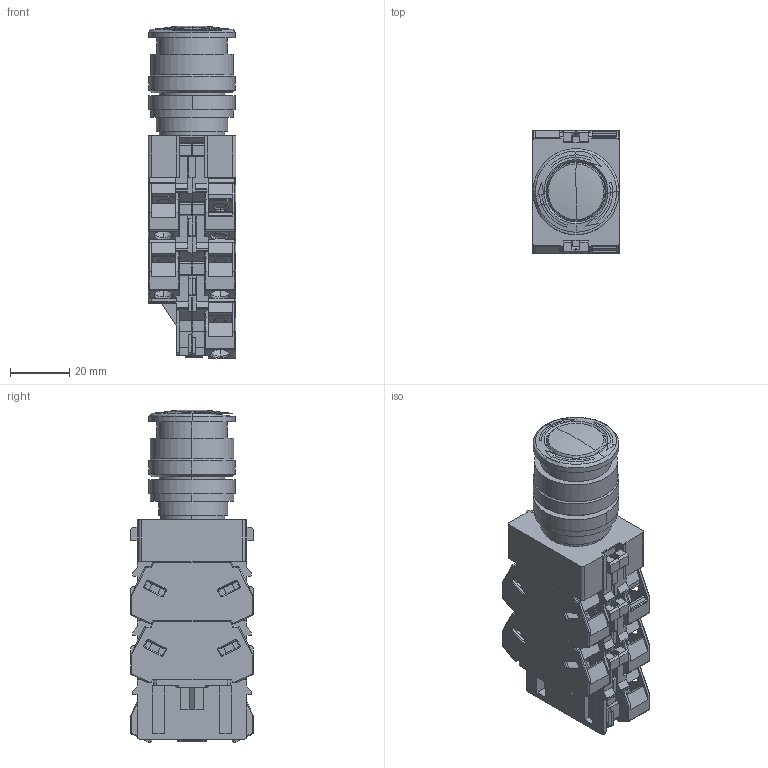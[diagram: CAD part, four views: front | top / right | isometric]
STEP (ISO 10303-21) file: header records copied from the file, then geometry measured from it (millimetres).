
FILE_DESCRIPTION (( 'STEP AP214' ), '1' );
FILE_NAME ('33_AVLW3(B)##xxDR.STEP', '2021-01-15T08:04:11', ( 'IDEC' ), ( 'IDEC' ), 'SwSTEP 2.0', 'SolidWorks 2019', '' );
FILE_SCHEMA (( 'AUTOMOTIVE_DESIGN' ));
Length unit declared in the file: millimetre
Products named in the file (8): TW-ADJUSTMENT-RING; HW-GA1N; TW-MIDDLE-SIZE-HANDLE-KL-2; HW-Uxx(R); 33_AVLW3(B)##xxDR; TW-RING; HW-DB; TW-BODY2
Assembly tree (10 placements, depth 2):
  33_AVLW3(B)##xxDR
    TW-BODY2
    TW-MIDDLE-SIZE-HANDLE-KL-2
    TW-RING
    TW-ADJUSTMENT-RING
    HW-Uxx(R)  x4
    HW-DB
    HW-GA1N
Bounding box: 29.6 x 41.4 x 111.9 mm (x, y, z)
Volume: 83811.8 mm3; surface area: 39018.3 mm2
Topology: 10 solids, 10 shells, 1675 faces, 4597 edges, 2943 vertices
Faces by surface type: plane 1020, cylinder 433, bspline 194, cone 28
Entity records: 29086 total; most frequent: CARTESIAN_POINT 7141, ORIENTED_EDGE 4734, DIRECTION 4243, EDGE_CURVE 2367, VECTOR 1727, LINE 1727, VERTEX_POINT 1527, AXIS2_PLACEMENT_3D 1258
